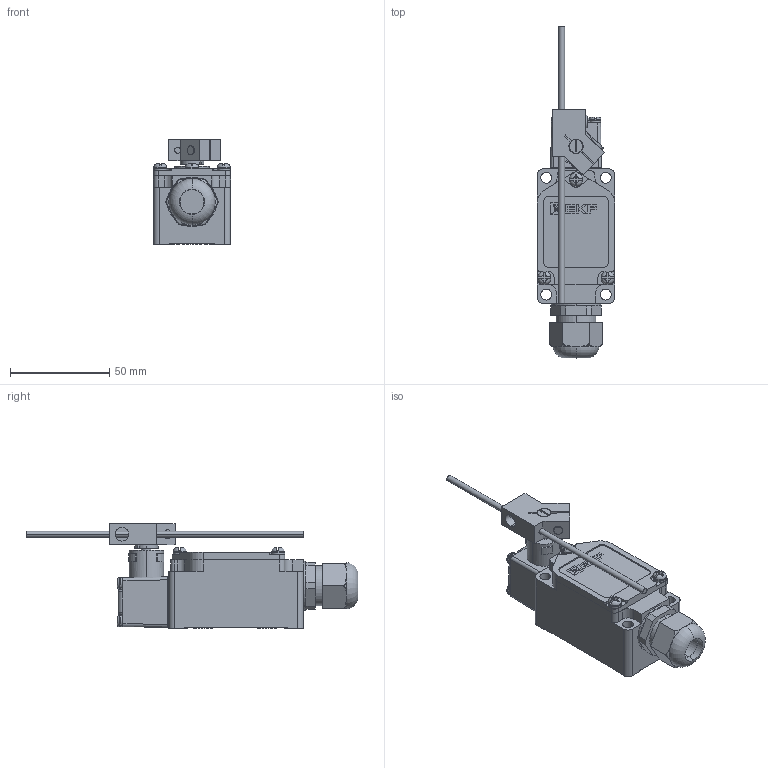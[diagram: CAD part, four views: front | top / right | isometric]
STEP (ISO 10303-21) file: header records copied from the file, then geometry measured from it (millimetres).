
FILE_DESCRIPTION (( 'STEP AP214' ), '1' );
FILE_NAME ('LSE-WLCL.ÃÌ Êîíöåâîé âûêëþ÷àòåëü WLCL EKF PROxima.STEP', '2024-10-15T10:55:01', ( '' ), ( '' ), 'SwSTEP 2.0', 'SolidWorks 2021', '' );
FILE_SCHEMA (( 'AUTOMOTIVE_DESIGN' ));
Length unit declared in the file: millimetre
Products named in the file (1): LSE-WLCL.ÃÌ Êîíöåâîé âûêëþ÷àòåëü WLCL EKF PROxima
Bounding box: 39 x 167.51 x 52.9 mm (x, y, z)
Volume: 120844.6 mm3; surface area: 36938.1 mm2
Topology: 17 solids, 17 shells, 606 faces, 1567 edges, 1026 vertices
Faces by surface type: plane 370, cylinder 170, torus 42, bspline 20, cone 4
Entity records: 20713 total; most frequent: CARTESIAN_POINT 4710, ORIENTED_EDGE 3134, DIRECTION 3001, EDGE_CURVE 1567, AXIS2_PLACEMENT_3D 1039, VERTEX_POINT 1026, VECTOR 923, LINE 923
